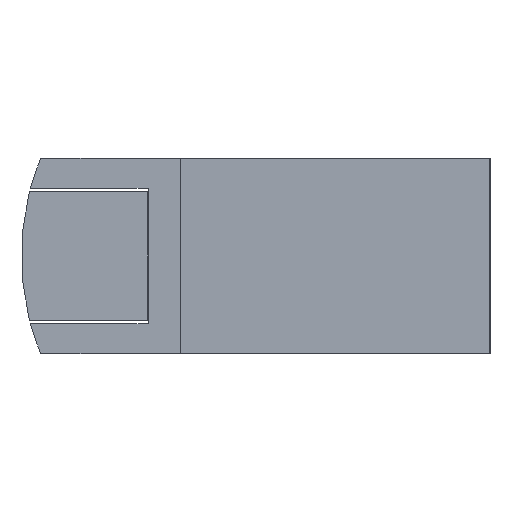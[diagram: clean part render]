
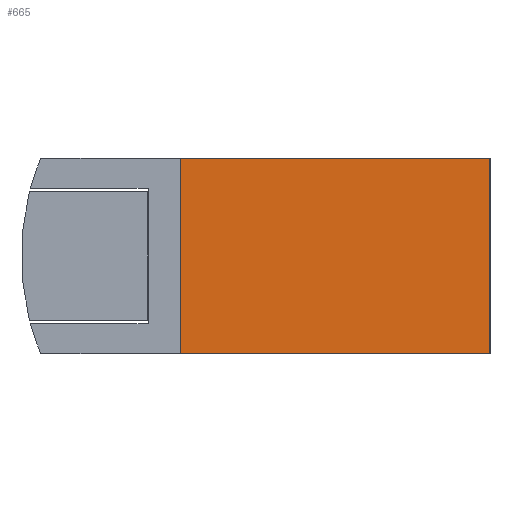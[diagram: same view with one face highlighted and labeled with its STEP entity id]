
A CAD part, left-side view. The second image highlights one B-rep face of the part: STEP entity #665.
In plain terms, the highlighted planar face has unit normal (-1, 0, 0).
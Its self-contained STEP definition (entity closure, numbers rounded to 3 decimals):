
#9 = ORIENTED_EDGE ( 'NONE', *, *, #331, .T. ) ;
#13 = LINE ( 'NONE', #410, #170 ) ;
#24 = CARTESIAN_POINT ( 'NONE',  ( -86., -19., -6. ) ) ;
#62 = DIRECTION ( 'NONE',  ( 0., 1., 0. ) ) ;
#80 = LINE ( 'NONE', #670, #793 ) ;
#95 = ORIENTED_EDGE ( 'NONE', *, *, #458, .T. ) ;
#170 = VECTOR ( 'NONE', #413, 1000. ) ;
#171 = DIRECTION ( 'NONE',  ( 0., 0., -1. ) ) ;
#197 = VERTEX_POINT ( 'NONE', #245 ) ;
#218 = LINE ( 'NONE', #386, #821 ) ;
#245 = CARTESIAN_POINT ( 'NONE',  ( -86., 0., -6. ) ) ;
#270 = VERTEX_POINT ( 'NONE', #642 ) ;
#297 = PLANE ( 'NONE',  #641 ) ;
#331 = EDGE_CURVE ( 'NONE', #539, #197, #13, .T. ) ;
#344 = EDGE_CURVE ( 'NONE', #270, #617, #80, .T. ) ;
#386 = CARTESIAN_POINT ( 'NONE',  ( -86., -19., -6. ) ) ;
#392 = CARTESIAN_POINT ( 'NONE',  ( -86., -19., 6. ) ) ;
#402 = DIRECTION ( 'NONE',  ( 0., 1., 0. ) ) ;
#410 = CARTESIAN_POINT ( 'NONE',  ( -86., 0., 6. ) ) ;
#413 = DIRECTION ( 'NONE',  ( 0., 0., -1. ) ) ;
#439 = VECTOR ( 'NONE', #402, 1000. ) ;
#458 = EDGE_CURVE ( 'NONE', #270, #539, #648, .T. ) ;
#483 = CARTESIAN_POINT ( 'NONE',  ( -86., 0., 6. ) ) ;
#539 = VERTEX_POINT ( 'NONE', #483 ) ;
#570 = CARTESIAN_POINT ( 'NONE',  ( -86., -19., 6. ) ) ;
#573 = DIRECTION ( 'NONE',  ( 1., 0., 0. ) ) ;
#617 = VERTEX_POINT ( 'NONE', #24 ) ;
#641 = AXIS2_PLACEMENT_3D ( 'NONE', #392, #573, #820 ) ;
#642 = CARTESIAN_POINT ( 'NONE',  ( -86., -19., 6. ) ) ;
#648 = LINE ( 'NONE', #570, #439 ) ;
#665 = ADVANCED_FACE ( 'NONE', ( #986 ), #297, .F. ) ;
#670 = CARTESIAN_POINT ( 'NONE',  ( -86., -19., 6. ) ) ;
#678 = EDGE_CURVE ( 'NONE', #617, #197, #218, .T. ) ;
#710 = EDGE_LOOP ( 'NONE', ( #9, #977, #1045, #95 ) ) ;
#793 = VECTOR ( 'NONE', #171, 1000. ) ;
#820 = DIRECTION ( 'NONE',  ( 0., 0., -1. ) ) ;
#821 = VECTOR ( 'NONE', #62, 1000. ) ;
#977 = ORIENTED_EDGE ( 'NONE', *, *, #678, .F. ) ;
#986 = FACE_OUTER_BOUND ( 'NONE', #710, .T. ) ;
#1045 = ORIENTED_EDGE ( 'NONE', *, *, #344, .F. ) ;
